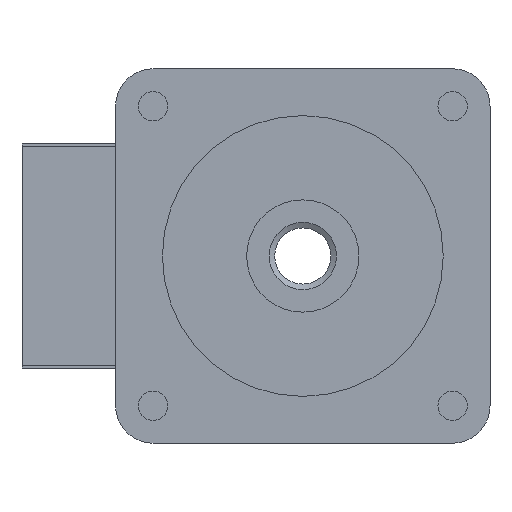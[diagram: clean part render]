
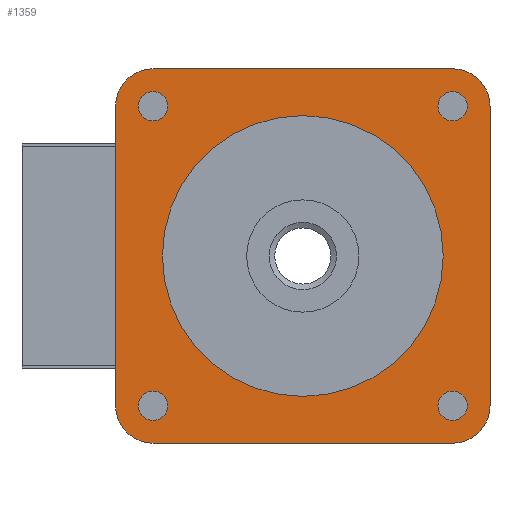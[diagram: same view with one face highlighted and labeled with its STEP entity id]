
A CAD part, front view. The second image highlights one B-rep face of the part: STEP entity #1359.
In plain terms, the highlighted planar face has unit normal (0, -1, 0).
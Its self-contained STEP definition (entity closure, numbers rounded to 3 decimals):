
#19=FACE_BOUND('',#230,.T.);
#20=FACE_BOUND('',#231,.T.);
#21=FACE_BOUND('',#232,.T.);
#22=FACE_BOUND('',#233,.T.);
#23=FACE_BOUND('',#234,.T.);
#83=PLANE('',#1505);
#151=FACE_OUTER_BOUND('',#229,.T.);
#229=EDGE_LOOP('',(#1220,#1221,#1222,#1223,#1224,#1225,#1226,#1227));
#230=EDGE_LOOP('',(#1228,#1229));
#231=EDGE_LOOP('',(#1230,#1231));
#232=EDGE_LOOP('',(#1232,#1233));
#233=EDGE_LOOP('',(#1234,#1235));
#234=EDGE_LOOP('',(#1236));
#281=LINE('',#2114,#407);
#307=LINE('',#2176,#433);
#318=LINE('',#2198,#444);
#349=LINE('',#2259,#475);
#407=VECTOR('',#1705,10.);
#433=VECTOR('',#1761,10.);
#444=VECTOR('',#1782,10.);
#475=VECTOR('',#1833,10.);
#499=CIRCLE('',#1390,0.784);
#500=CIRCLE('',#1391,0.784);
#503=CIRCLE('',#1396,0.784);
#504=CIRCLE('',#1397,0.784);
#507=CIRCLE('',#1402,0.784);
#508=CIRCLE('',#1403,0.784);
#511=CIRCLE('',#1408,0.784);
#512=CIRCLE('',#1409,0.784);
#547=CIRCLE('',#1497,2.);
#548=CIRCLE('',#1500,2.);
#549=CIRCLE('',#1502,2.);
#550=CIRCLE('',#1504,2.);
#551=CIRCLE('',#1506,7.5);
#567=VERTEX_POINT('',#1945);
#568=VERTEX_POINT('',#1946);
#571=VERTEX_POINT('',#1956);
#572=VERTEX_POINT('',#1957);
#575=VERTEX_POINT('',#1967);
#576=VERTEX_POINT('',#1968);
#579=VERTEX_POINT('',#1978);
#580=VERTEX_POINT('',#1979);
#632=VERTEX_POINT('',#2111);
#633=VERTEX_POINT('',#2113);
#653=VERTEX_POINT('',#2173);
#654=VERTEX_POINT('',#2175);
#659=VERTEX_POINT('',#2195);
#660=VERTEX_POINT('',#2197);
#679=VERTEX_POINT('',#2256);
#680=VERTEX_POINT('',#2258);
#683=VERTEX_POINT('',#2297);
#699=EDGE_CURVE('',#567,#568,#499,.T.);
#700=EDGE_CURVE('',#568,#567,#500,.T.);
#704=EDGE_CURVE('',#571,#572,#503,.T.);
#705=EDGE_CURVE('',#572,#571,#504,.T.);
#709=EDGE_CURVE('',#575,#576,#507,.T.);
#710=EDGE_CURVE('',#576,#575,#508,.T.);
#714=EDGE_CURVE('',#579,#580,#511,.T.);
#715=EDGE_CURVE('',#580,#579,#512,.T.);
#774=EDGE_CURVE('',#633,#632,#281,.T.);
#806=EDGE_CURVE('',#654,#653,#307,.T.);
#818=EDGE_CURVE('',#660,#659,#318,.T.);
#849=EDGE_CURVE('',#680,#679,#349,.T.);
#864=EDGE_CURVE('',#659,#680,#547,.T.);
#866=EDGE_CURVE('',#679,#654,#548,.T.);
#868=EDGE_CURVE('',#653,#633,#549,.T.);
#870=EDGE_CURVE('',#632,#660,#550,.T.);
#871=EDGE_CURVE('',#683,#683,#551,.T.);
#1220=ORIENTED_EDGE('',*,*,#849,.T.);
#1221=ORIENTED_EDGE('',*,*,#866,.T.);
#1222=ORIENTED_EDGE('',*,*,#806,.T.);
#1223=ORIENTED_EDGE('',*,*,#868,.T.);
#1224=ORIENTED_EDGE('',*,*,#774,.T.);
#1225=ORIENTED_EDGE('',*,*,#870,.T.);
#1226=ORIENTED_EDGE('',*,*,#818,.T.);
#1227=ORIENTED_EDGE('',*,*,#864,.T.);
#1228=ORIENTED_EDGE('',*,*,#699,.T.);
#1229=ORIENTED_EDGE('',*,*,#700,.T.);
#1230=ORIENTED_EDGE('',*,*,#704,.T.);
#1231=ORIENTED_EDGE('',*,*,#705,.T.);
#1232=ORIENTED_EDGE('',*,*,#709,.T.);
#1233=ORIENTED_EDGE('',*,*,#710,.T.);
#1234=ORIENTED_EDGE('',*,*,#714,.T.);
#1235=ORIENTED_EDGE('',*,*,#715,.T.);
#1236=ORIENTED_EDGE('',*,*,#871,.F.);
#1359=ADVANCED_FACE('',(#151,#19,#20,#21,#22,#23),#83,.F.);
#1390=AXIS2_PLACEMENT_3D('',#1947,#1535,#1536);
#1391=AXIS2_PLACEMENT_3D('',#1948,#1537,#1538);
#1396=AXIS2_PLACEMENT_3D('',#1958,#1548,#1549);
#1397=AXIS2_PLACEMENT_3D('',#1959,#1550,#1551);
#1402=AXIS2_PLACEMENT_3D('',#1969,#1561,#1562);
#1403=AXIS2_PLACEMENT_3D('',#1970,#1563,#1564);
#1408=AXIS2_PLACEMENT_3D('',#1980,#1574,#1575);
#1409=AXIS2_PLACEMENT_3D('',#1981,#1576,#1577);
#1497=AXIS2_PLACEMENT_3D('',#2285,#1866,#1867);
#1500=AXIS2_PLACEMENT_3D('',#2289,#1873,#1874);
#1502=AXIS2_PLACEMENT_3D('',#2292,#1878,#1879);
#1504=AXIS2_PLACEMENT_3D('',#2295,#1883,#1884);
#1505=AXIS2_PLACEMENT_3D('',#2296,#1885,#1886);
#1506=AXIS2_PLACEMENT_3D('',#2298,#1887,#1888);
#1535=DIRECTION('center_axis',(0.,1.,0.));
#1536=DIRECTION('ref_axis',(0.,0.,-1.));
#1537=DIRECTION('center_axis',(0.,1.,0.));
#1538=DIRECTION('ref_axis',(0.,0.,-1.));
#1548=DIRECTION('center_axis',(0.,1.,0.));
#1549=DIRECTION('ref_axis',(-1.,0.,0.));
#1550=DIRECTION('center_axis',(0.,1.,0.));
#1551=DIRECTION('ref_axis',(-1.,0.,0.));
#1561=DIRECTION('center_axis',(0.,1.,0.));
#1562=DIRECTION('ref_axis',(0.,0.,1.));
#1563=DIRECTION('center_axis',(0.,1.,0.));
#1564=DIRECTION('ref_axis',(0.,0.,1.));
#1574=DIRECTION('center_axis',(0.,1.,0.));
#1575=DIRECTION('ref_axis',(1.,0.,0.));
#1576=DIRECTION('center_axis',(0.,1.,0.));
#1577=DIRECTION('ref_axis',(1.,0.,0.));
#1705=DIRECTION('',(0.,0.,1.));
#1761=DIRECTION('',(1.,0.,0.));
#1782=DIRECTION('',(-1.,0.,0.));
#1833=DIRECTION('',(0.,0.,-1.));
#1866=DIRECTION('center_axis',(0.,-1.,0.));
#1867=DIRECTION('ref_axis',(0.,0.,1.));
#1873=DIRECTION('center_axis',(0.,-1.,0.));
#1874=DIRECTION('ref_axis',(-1.,0.,0.));
#1878=DIRECTION('center_axis',(0.,-1.,0.));
#1879=DIRECTION('ref_axis',(0.,0.,-1.));
#1883=DIRECTION('center_axis',(0.,-1.,0.));
#1884=DIRECTION('ref_axis',(1.,0.,0.));
#1885=DIRECTION('center_axis',(0.,1.,0.));
#1886=DIRECTION('ref_axis',(0.,0.,1.));
#1887=DIRECTION('center_axis',(0.,-1.,0.));
#1888=DIRECTION('ref_axis',(-1.,0.,0.));
#1945=CARTESIAN_POINT('',(-8.,-53.7,7.217));
#1946=CARTESIAN_POINT('',(-8.,-53.7,8.784));
#1947=CARTESIAN_POINT('Origin',(-8.,-53.7,8.));
#1948=CARTESIAN_POINT('Origin',(-8.,-53.7,8.));
#1956=CARTESIAN_POINT('',(7.217,-53.7,8.));
#1957=CARTESIAN_POINT('',(8.784,-53.7,8.));
#1958=CARTESIAN_POINT('Origin',(8.,-53.7,8.));
#1959=CARTESIAN_POINT('Origin',(8.,-53.7,8.));
#1967=CARTESIAN_POINT('',(8.,-53.7,-7.217));
#1968=CARTESIAN_POINT('',(8.,-53.7,-8.784));
#1969=CARTESIAN_POINT('Origin',(8.,-53.7,-8.));
#1970=CARTESIAN_POINT('Origin',(8.,-53.7,-8.));
#1978=CARTESIAN_POINT('',(-7.217,-53.7,-8.));
#1979=CARTESIAN_POINT('',(-8.784,-53.7,-8.));
#1980=CARTESIAN_POINT('Origin',(-8.,-53.7,-8.));
#1981=CARTESIAN_POINT('Origin',(-8.,-53.7,-8.));
#2111=CARTESIAN_POINT('',(10.,-53.7,8.));
#2113=CARTESIAN_POINT('',(10.,-53.7,-8.));
#2114=CARTESIAN_POINT('',(10.,-53.7,-8.));
#2173=CARTESIAN_POINT('',(8.,-53.7,-10.));
#2175=CARTESIAN_POINT('',(-8.,-53.7,-10.));
#2176=CARTESIAN_POINT('',(-8.,-53.7,-10.));
#2195=CARTESIAN_POINT('',(-8.,-53.7,10.));
#2197=CARTESIAN_POINT('',(8.,-53.7,10.));
#2198=CARTESIAN_POINT('',(8.,-53.7,10.));
#2256=CARTESIAN_POINT('',(-10.,-53.7,-8.));
#2258=CARTESIAN_POINT('',(-10.,-53.7,8.));
#2259=CARTESIAN_POINT('',(-10.,-53.7,8.));
#2285=CARTESIAN_POINT('Origin',(-8.,-53.7,8.));
#2289=CARTESIAN_POINT('Origin',(-8.,-53.7,-8.));
#2292=CARTESIAN_POINT('Origin',(8.,-53.7,-8.));
#2295=CARTESIAN_POINT('Origin',(8.,-53.7,8.));
#2296=CARTESIAN_POINT('Origin',(0.,-53.7,0.));
#2297=CARTESIAN_POINT('',(7.5,-53.7,0.));
#2298=CARTESIAN_POINT('Origin',(0.,-53.7,0.));
